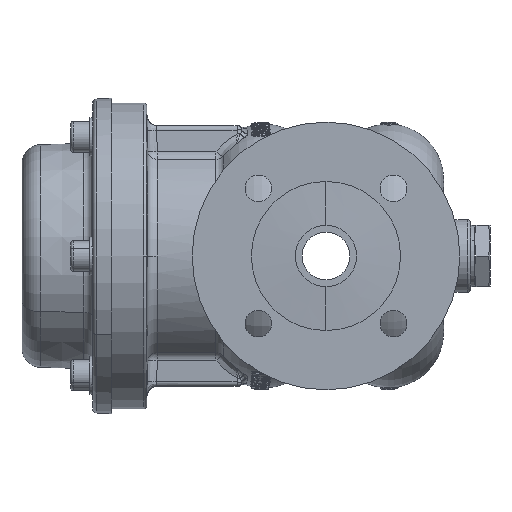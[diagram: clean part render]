
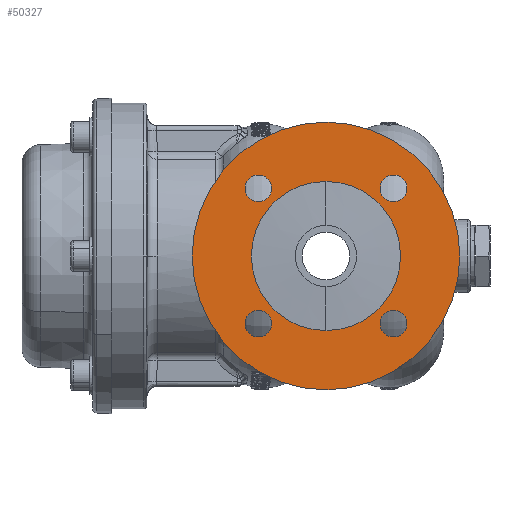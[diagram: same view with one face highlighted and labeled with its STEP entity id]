
A CAD part, left-side view. The second image highlights one B-rep face of the part: STEP entity #50327.
In plain terms, the highlighted planar face has unit normal (-1, 0, 0).
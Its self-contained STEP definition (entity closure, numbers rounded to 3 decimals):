
#119 = EDGE_LOOP ( 'NONE', ( #31193, #4337 ) ) ;
#677 = CARTESIAN_POINT ( 'NONE',  ( -103., -221.817, 42.355 ) ) ;
#739 = CIRCLE ( 'NONE', #37730, 7. ) ;
#1663 = DIRECTION ( 'NONE',  ( 0., 0., -1. ) ) ;
#2992 = AXIS2_PLACEMENT_3D ( 'NONE', #32594, #55379, #5553 ) ;
#3156 = DIRECTION ( 'NONE',  ( 0., 0., 1. ) ) ;
#3327 = ORIENTED_EDGE ( 'NONE', *, *, #4291, .F. ) ;
#3364 = DIRECTION ( 'NONE',  ( -1., 0., 0. ) ) ;
#4146 = CARTESIAN_POINT ( 'NONE',  ( -103., -186.462, 0. ) ) ;
#4291 = EDGE_CURVE ( 'NONE', #11890, #37823, #18610, .T. ) ;
#4337 = ORIENTED_EDGE ( 'NONE', *, *, #41468, .F. ) ;
#4716 = ORIENTED_EDGE ( 'NONE', *, *, #21701, .F. ) ;
#5423 = EDGE_CURVE ( 'NONE', #25373, #56796, #52529, .T. ) ;
#5553 = DIRECTION ( 'NONE',  ( 0., 0., -1. ) ) ;
#5743 = CARTESIAN_POINT ( 'NONE',  ( -103., -186.462, 39. ) ) ;
#6069 = CIRCLE ( 'NONE', #37723, 7. ) ;
#7073 = CARTESIAN_POINT ( 'NONE',  ( -103., -151.106, 35.355 ) ) ;
#7311 = CARTESIAN_POINT ( 'NONE',  ( -103., -221.817, -42.355 ) ) ;
#7457 = EDGE_CURVE ( 'NONE', #56796, #25373, #23415, .T. ) ;
#7904 = EDGE_CURVE ( 'NONE', #23298, #42991, #56018, .T. ) ;
#8270 = DIRECTION ( 'NONE',  ( 0., 0., 1. ) ) ;
#8540 = CARTESIAN_POINT ( 'NONE',  ( -103., -221.817, -28.355 ) ) ;
#9329 = DIRECTION ( 'NONE',  ( 0., 0., 1. ) ) ;
#9577 = AXIS2_PLACEMENT_3D ( 'NONE', #55446, #19240, #42100 ) ;
#10700 = CIRCLE ( 'NONE', #51362, 39. ) ;
#11353 = DIRECTION ( 'NONE',  ( 1., 0., 0. ) ) ;
#11369 = CIRCLE ( 'NONE', #17079, 39. ) ;
#11824 = ORIENTED_EDGE ( 'NONE', *, *, #7904, .F. ) ;
#11890 = VERTEX_POINT ( 'NONE', #51478 ) ;
#12486 = VERTEX_POINT ( 'NONE', #8540 ) ;
#12981 = CARTESIAN_POINT ( 'NONE',  ( -103., -151.106, 42.355 ) ) ;
#14787 = CARTESIAN_POINT ( 'NONE',  ( -103., -186.462, -39. ) ) ;
#15870 = EDGE_CURVE ( 'NONE', #37823, #11890, #36743, .T. ) ;
#16042 = ORIENTED_EDGE ( 'NONE', *, *, #7457, .F. ) ;
#16344 = DIRECTION ( 'NONE',  ( 0., 0., 1. ) ) ;
#16583 = CARTESIAN_POINT ( 'NONE',  ( -103., -151.106, 35.355 ) ) ;
#16636 = DIRECTION ( 'NONE',  ( 0., 0., -1. ) ) ;
#17079 = AXIS2_PLACEMENT_3D ( 'NONE', #37608, #11353, #1663 ) ;
#17813 = FACE_BOUND ( 'NONE', #19775, .T. ) ;
#18400 = CARTESIAN_POINT ( 'NONE',  ( -103., -221.817, 35.355 ) ) ;
#18610 = CIRCLE ( 'NONE', #49126, 7. ) ;
#19214 = FACE_BOUND ( 'NONE', #20923, .T. ) ;
#19240 = DIRECTION ( 'NONE',  ( -1., 0., 0. ) ) ;
#19775 = EDGE_LOOP ( 'NONE', ( #4716, #11824 ) ) ;
#20636 = DIRECTION ( 'NONE',  ( -1., 0., 0. ) ) ;
#20923 = EDGE_LOOP ( 'NONE', ( #58625, #3327 ) ) ;
#21293 = FACE_BOUND ( 'NONE', #54938, .T. ) ;
#21701 = EDGE_CURVE ( 'NONE', #42991, #23298, #6069, .T. ) ;
#22286 = DIRECTION ( 'NONE',  ( 1., 0., 0. ) ) ;
#22758 = VERTEX_POINT ( 'NONE', #14787 ) ;
#22981 = EDGE_LOOP ( 'NONE', ( #41188, #29585 ) ) ;
#23132 = CARTESIAN_POINT ( 'NONE',  ( -103., -151.106, -28.355 ) ) ;
#23298 = VERTEX_POINT ( 'NONE', #24095 ) ;
#23415 = CIRCLE ( 'NONE', #34472, 70. ) ;
#24095 = CARTESIAN_POINT ( 'NONE',  ( -103., -221.817, 28.355 ) ) ;
#24132 = FACE_OUTER_BOUND ( 'NONE', #51220, .T. ) ;
#24886 = VERTEX_POINT ( 'NONE', #12981 ) ;
#24944 = CIRCLE ( 'NONE', #50087, 7. ) ;
#25373 = VERTEX_POINT ( 'NONE', #57826 ) ;
#25497 = CARTESIAN_POINT ( 'NONE',  ( -103., -151.106, 28.355 ) ) ;
#26958 = AXIS2_PLACEMENT_3D ( 'NONE', #38444, #29361, #16344 ) ;
#26998 = FACE_BOUND ( 'NONE', #119, .T. ) ;
#27864 = EDGE_CURVE ( 'NONE', #57524, #12486, #24944, .T. ) ;
#29361 = DIRECTION ( 'NONE',  ( -1., 0., 0. ) ) ;
#29585 = ORIENTED_EDGE ( 'NONE', *, *, #27864, .F. ) ;
#29800 = FACE_BOUND ( 'NONE', #22981, .T. ) ;
#31193 = ORIENTED_EDGE ( 'NONE', *, *, #52478, .F. ) ;
#31650 = ORIENTED_EDGE ( 'NONE', *, *, #5423, .F. ) ;
#31885 = AXIS2_PLACEMENT_3D ( 'NONE', #18400, #36358, #9329 ) ;
#32290 = DIRECTION ( 'NONE',  ( 0., 0., 1. ) ) ;
#32401 = ORIENTED_EDGE ( 'NONE', *, *, #33848, .T. ) ;
#32497 = DIRECTION ( 'NONE',  ( -1., 0., 0. ) ) ;
#32594 = CARTESIAN_POINT ( 'NONE',  ( -103., -186.462, 0. ) ) ;
#33464 = CARTESIAN_POINT ( 'NONE',  ( -103., -221.817, -35.355 ) ) ;
#33848 = EDGE_CURVE ( 'NONE', #22758, #36701, #10700, .T. ) ;
#34472 = AXIS2_PLACEMENT_3D ( 'NONE', #4146, #22286, #41442 ) ;
#34742 = EDGE_CURVE ( 'NONE', #36701, #22758, #11369, .T. ) ;
#35215 = EDGE_CURVE ( 'NONE', #12486, #57524, #57348, .T. ) ;
#35294 = DIRECTION ( 'NONE',  ( -1., 0., 0. ) ) ;
#36358 = DIRECTION ( 'NONE',  ( -1., 0., 0. ) ) ;
#36701 = VERTEX_POINT ( 'NONE', #5743 ) ;
#36743 = CIRCLE ( 'NONE', #9577, 7. ) ;
#37608 = CARTESIAN_POINT ( 'NONE',  ( -103., -186.462, 0. ) ) ;
#37688 = DIRECTION ( 'NONE',  ( 0., 0., 1. ) ) ;
#37723 = AXIS2_PLACEMENT_3D ( 'NONE', #53329, #35294, #8270 ) ;
#37730 = AXIS2_PLACEMENT_3D ( 'NONE', #7073, #20636, #52910 ) ;
#37811 = CIRCLE ( 'NONE', #51793, 7. ) ;
#37823 = VERTEX_POINT ( 'NONE', #23132 ) ;
#37886 = DIRECTION ( 'NONE',  ( -1., 0., 0. ) ) ;
#38444 = CARTESIAN_POINT ( 'NONE',  ( -103., -221.817, -35.355 ) ) ;
#41188 = ORIENTED_EDGE ( 'NONE', *, *, #35215, .F. ) ;
#41442 = DIRECTION ( 'NONE',  ( 0., 0., -1. ) ) ;
#41468 = EDGE_CURVE ( 'NONE', #51756, #24886, #37811, .T. ) ;
#42100 = DIRECTION ( 'NONE',  ( 0., 0., 1. ) ) ;
#42214 = CARTESIAN_POINT ( 'NONE',  ( -103., -151.106, -35.355 ) ) ;
#42991 = VERTEX_POINT ( 'NONE', #677 ) ;
#43855 = CARTESIAN_POINT ( 'NONE',  ( -103., -186.462, 0. ) ) ;
#44052 = PLANE ( 'NONE',  #46753 ) ;
#45289 = DIRECTION ( 'NONE',  ( 0., 0., -1. ) ) ;
#45318 = CARTESIAN_POINT ( 'NONE',  ( -103., -186.462, -70. ) ) ;
#46071 = DIRECTION ( 'NONE',  ( 1., 0., 0. ) ) ;
#46753 = AXIS2_PLACEMENT_3D ( 'NONE', #43855, #57409, #16636 ) ;
#49126 = AXIS2_PLACEMENT_3D ( 'NONE', #42214, #37886, #37688 ) ;
#50087 = AXIS2_PLACEMENT_3D ( 'NONE', #33464, #32497, #32290 ) ;
#50327 = ADVANCED_FACE ( 'NONE', ( #19214, #29800, #17813, #26998, #24132, #21293 ), #44052, .F. ) ;
#51220 = EDGE_LOOP ( 'NONE', ( #31650, #16042 ) ) ;
#51362 = AXIS2_PLACEMENT_3D ( 'NONE', #54834, #46071, #45289 ) ;
#51478 = CARTESIAN_POINT ( 'NONE',  ( -103., -151.106, -42.355 ) ) ;
#51756 = VERTEX_POINT ( 'NONE', #25497 ) ;
#51793 = AXIS2_PLACEMENT_3D ( 'NONE', #16583, #3364, #3156 ) ;
#52478 = EDGE_CURVE ( 'NONE', #24886, #51756, #739, .T. ) ;
#52529 = CIRCLE ( 'NONE', #2992, 70. ) ;
#52910 = DIRECTION ( 'NONE',  ( 0., 0., 1. ) ) ;
#53329 = CARTESIAN_POINT ( 'NONE',  ( -103., -221.817, 35.355 ) ) ;
#53800 = ORIENTED_EDGE ( 'NONE', *, *, #34742, .T. ) ;
#54834 = CARTESIAN_POINT ( 'NONE',  ( -103., -186.462, 0. ) ) ;
#54938 = EDGE_LOOP ( 'NONE', ( #32401, #53800 ) ) ;
#55379 = DIRECTION ( 'NONE',  ( 1., 0., 0. ) ) ;
#55446 = CARTESIAN_POINT ( 'NONE',  ( -103., -151.106, -35.355 ) ) ;
#56018 = CIRCLE ( 'NONE', #31885, 7. ) ;
#56796 = VERTEX_POINT ( 'NONE', #45318 ) ;
#57348 = CIRCLE ( 'NONE', #26958, 7. ) ;
#57409 = DIRECTION ( 'NONE',  ( 1., 0., 0. ) ) ;
#57524 = VERTEX_POINT ( 'NONE', #7311 ) ;
#57826 = CARTESIAN_POINT ( 'NONE',  ( -103., -186.462, 70. ) ) ;
#58625 = ORIENTED_EDGE ( 'NONE', *, *, #15870, .F. ) ;
